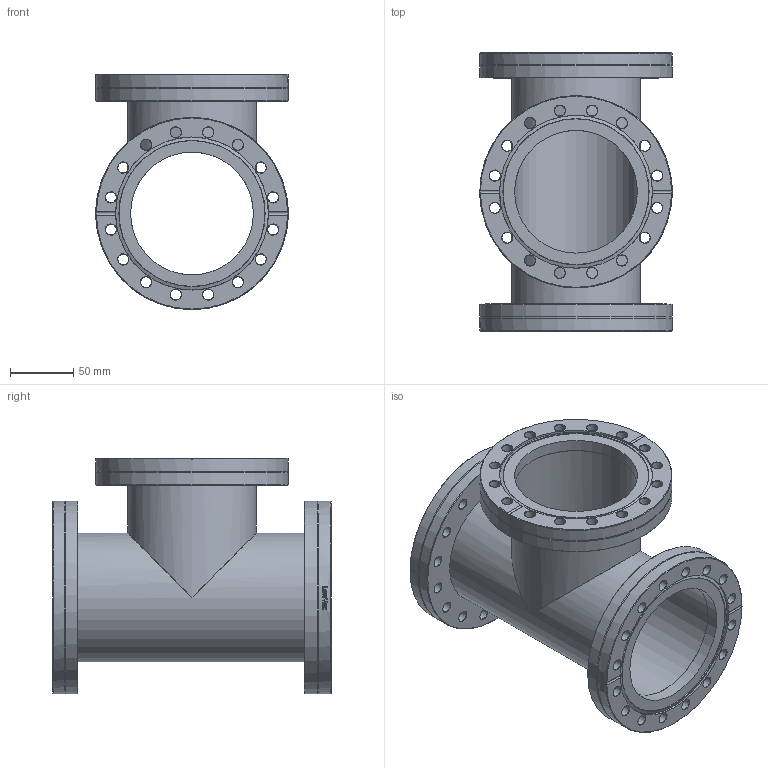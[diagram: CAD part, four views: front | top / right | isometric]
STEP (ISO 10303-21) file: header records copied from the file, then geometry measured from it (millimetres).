
FILE_DESCRIPTION(/* description */ (''),/* implementation_level */ '2;1');
FILE_NAME(/* name */ 'FL-T100CF.stp',/* time_stamp */ '2018-02-07T11:32:32+00:00',/* author */ ('paul'),/* organization */ (''),/* preprocessor_version */ 'ST-DEVELOPER v16.13',/* originating_system */ 'Autodesk Inventor 2018',/* authorisation */ '');
FILE_SCHEMA (('AUTOMOTIVE_DESIGN { 1 0 10303 214 3 1 1 }'));
Length unit declared in the file: millimetre
Products named in the file (7): FL-T100CF; FL-100CF-102; FL-100CFR-102; FL-100CF rotatable outer; FL-100CF rotatable inner bored for 101.6 OD tube; main tube; side tube
Assembly tree (7 placements, depth 3):
  FL-T100CF
    FL-100CF-102
    FL-100CFR-102  x2
      FL-100CF rotatable outer
      FL-100CF rotatable inner bored for 101.6 OD tube
    main tube
    side tube
Bounding box: 151.6 x 219.4 x 185.5 mm (x, y, z)
Volume: 719302.8 mm3; surface area: 310434.4 mm2
Topology: 7 solids, 7 shells, 496 faces, 1308 edges, 850 vertices
Faces by surface type: bspline 159, cone 117, plane 116, cylinder 101, torus 3
Full cylindrical faces by diameter (mm): 8.4 x48, 96.8 x3, 97 x2, 101.6 x2, 101.9 x3, 110.8 x2, 120.4 x2, 120.6 x3, 151.6 x6
Entity records: 32717 total; most frequent: CARTESIAN_POINT 25266, ORIENTED_EDGE 1422, DIRECTION 1312, EDGE_CURVE 711, EDGE_LOOP 548, AXIS2_PLACEMENT_3D 539, VERTEX_POINT 529, FACE_OUTER_BOUND 332
